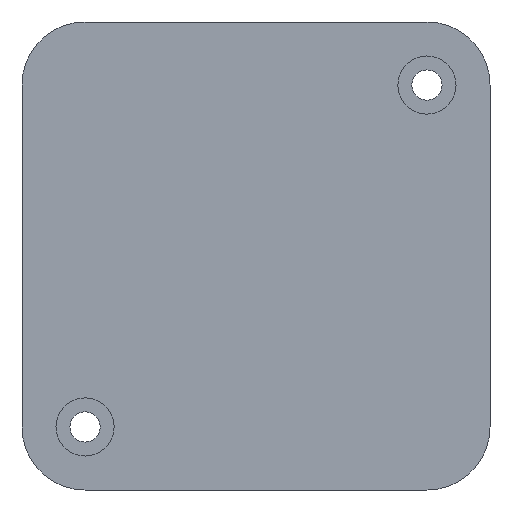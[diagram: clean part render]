
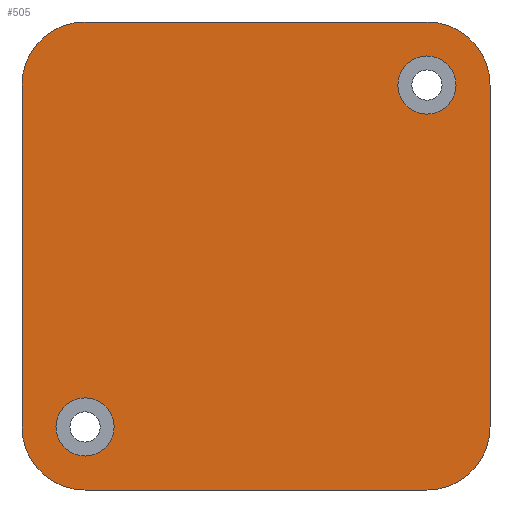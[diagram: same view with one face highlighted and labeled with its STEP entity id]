
A CAD part, front view. The second image highlights one B-rep face of the part: STEP entity #505.
In plain terms, the highlighted planar face has unit normal (0, -1, 0).
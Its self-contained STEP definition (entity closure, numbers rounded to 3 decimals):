
#15=FACE_BOUND('',#83,.T.);
#16=FACE_BOUND('',#84,.T.);
#28=PLANE('',#554);
#49=FACE_OUTER_BOUND('',#82,.T.);
#82=EDGE_LOOP('',(#360,#361,#362,#363,#364,#365,#366,#367));
#83=EDGE_LOOP('',(#368));
#84=EDGE_LOOP('',(#369));
#127=LINE('',#784,#170);
#130=LINE('',#790,#173);
#131=LINE('',#794,#174);
#132=LINE('',#798,#175);
#170=VECTOR('',#621,10.);
#173=VECTOR('',#626,10.);
#174=VECTOR('',#629,10.);
#175=VECTOR('',#632,10.);
#212=CIRCLE('',#552,5.2);
#213=CIRCLE('',#555,5.2);
#214=CIRCLE('',#556,5.2);
#215=CIRCLE('',#557,5.2);
#216=CIRCLE('',#558,2.4);
#217=CIRCLE('',#559,2.4);
#239=VERTEX_POINT('',#777);
#240=VERTEX_POINT('',#779);
#241=VERTEX_POINT('',#783);
#243=VERTEX_POINT('',#789);
#244=VERTEX_POINT('',#791);
#245=VERTEX_POINT('',#793);
#246=VERTEX_POINT('',#795);
#247=VERTEX_POINT('',#797);
#248=VERTEX_POINT('',#800);
#249=VERTEX_POINT('',#802);
#285=EDGE_CURVE('',#239,#240,#212,.T.);
#287=EDGE_CURVE('',#241,#240,#127,.T.);
#290=EDGE_CURVE('',#239,#243,#130,.T.);
#291=EDGE_CURVE('',#244,#243,#213,.T.);
#292=EDGE_CURVE('',#244,#245,#131,.T.);
#293=EDGE_CURVE('',#246,#245,#214,.T.);
#294=EDGE_CURVE('',#246,#247,#132,.T.);
#295=EDGE_CURVE('',#241,#247,#215,.T.);
#296=EDGE_CURVE('',#248,#248,#216,.T.);
#297=EDGE_CURVE('',#249,#249,#217,.T.);
#360=ORIENTED_EDGE('',*,*,#285,.F.);
#361=ORIENTED_EDGE('',*,*,#290,.T.);
#362=ORIENTED_EDGE('',*,*,#291,.F.);
#363=ORIENTED_EDGE('',*,*,#292,.T.);
#364=ORIENTED_EDGE('',*,*,#293,.F.);
#365=ORIENTED_EDGE('',*,*,#294,.T.);
#366=ORIENTED_EDGE('',*,*,#295,.F.);
#367=ORIENTED_EDGE('',*,*,#287,.T.);
#368=ORIENTED_EDGE('',*,*,#296,.T.);
#369=ORIENTED_EDGE('',*,*,#297,.T.);
#505=ADVANCED_FACE('',(#49,#15,#16),#28,.F.);
#552=AXIS2_PLACEMENT_3D('',#780,#616,#617);
#554=AXIS2_PLACEMENT_3D('',#788,#624,#625);
#555=AXIS2_PLACEMENT_3D('',#792,#627,#628);
#556=AXIS2_PLACEMENT_3D('',#796,#630,#631);
#557=AXIS2_PLACEMENT_3D('',#799,#633,#634);
#558=AXIS2_PLACEMENT_3D('',#801,#635,#636);
#559=AXIS2_PLACEMENT_3D('',#803,#637,#638);
#616=DIRECTION('center_axis',(0.,1.,0.));
#617=DIRECTION('ref_axis',(-0.707,0.,-0.707));
#621=DIRECTION('',(0.,0.,-1.));
#624=DIRECTION('center_axis',(0.,1.,0.));
#625=DIRECTION('ref_axis',(1.,0.,0.));
#626=DIRECTION('',(1.,0.,0.));
#627=DIRECTION('center_axis',(0.,1.,0.));
#628=DIRECTION('ref_axis',(0.707,0.,-0.707));
#629=DIRECTION('',(0.,0.,1.));
#630=DIRECTION('center_axis',(0.,1.,0.));
#631=DIRECTION('ref_axis',(0.707,0.,0.707));
#632=DIRECTION('',(-1.,0.,0.));
#633=DIRECTION('center_axis',(0.,1.,0.));
#634=DIRECTION('ref_axis',(-0.707,0.,0.707));
#635=DIRECTION('center_axis',(0.,1.,0.));
#636=DIRECTION('ref_axis',(1.,0.,0.));
#637=DIRECTION('center_axis',(0.,1.,0.));
#638=DIRECTION('ref_axis',(1.,0.,0.));
#777=CARTESIAN_POINT('',(-14.1,0.,-19.3));
#779=CARTESIAN_POINT('',(-19.3,0.,-14.1));
#780=CARTESIAN_POINT('Origin',(-14.1,0.,-14.1));
#783=CARTESIAN_POINT('',(-19.3,0.,14.1));
#784=CARTESIAN_POINT('',(-19.3,0.,19.3));
#788=CARTESIAN_POINT('Origin',(0.,0.,0.));
#789=CARTESIAN_POINT('',(14.1,0.,-19.3));
#790=CARTESIAN_POINT('',(-19.3,0.,-19.3));
#791=CARTESIAN_POINT('',(19.3,0.,-14.1));
#792=CARTESIAN_POINT('Origin',(14.1,0.,-14.1));
#793=CARTESIAN_POINT('',(19.3,0.,14.1));
#794=CARTESIAN_POINT('',(19.3,0.,-19.3));
#795=CARTESIAN_POINT('',(14.1,0.,19.3));
#796=CARTESIAN_POINT('Origin',(14.1,0.,14.1));
#797=CARTESIAN_POINT('',(-14.1,0.,19.3));
#798=CARTESIAN_POINT('',(19.3,0.,19.3));
#799=CARTESIAN_POINT('Origin',(-14.1,0.,14.1));
#800=CARTESIAN_POINT('',(-16.5,0.,-14.1));
#801=CARTESIAN_POINT('Origin',(-14.1,0.,-14.1));
#802=CARTESIAN_POINT('',(11.7,0.,14.1));
#803=CARTESIAN_POINT('Origin',(14.1,0.,14.1));
